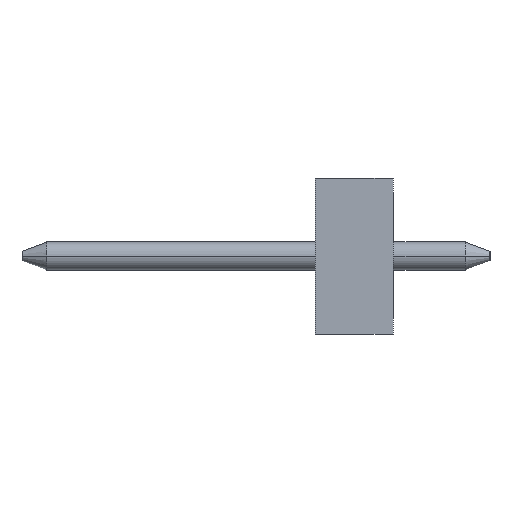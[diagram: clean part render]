
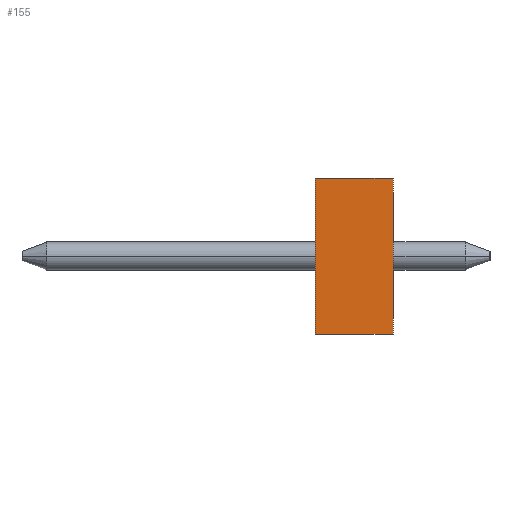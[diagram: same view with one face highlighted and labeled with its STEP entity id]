
A CAD part, left-side view. The second image highlights one B-rep face of the part: STEP entity #155.
In plain terms, the highlighted planar face has unit normal (-1, 0, 0).
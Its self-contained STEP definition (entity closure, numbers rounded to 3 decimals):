
#155=ADVANCED_FACE('',(#538),#539,.T.);
#538=FACE_OUTER_BOUND('',#1159,.T.);
#539=PLANE('',#1160);
#1159=EDGE_LOOP('',(#2277,#2278,#2279,#2280));
#1160=AXIS2_PLACEMENT_3D('',#2281,#2282,#2283);
#2277=ORIENTED_EDGE('',*,*,#4014,.T.);
#2278=ORIENTED_EDGE('',*,*,#4139,.F.);
#2279=ORIENTED_EDGE('',*,*,#4087,.F.);
#2280=ORIENTED_EDGE('',*,*,#3864,.T.);
#2281=CARTESIAN_POINT('',(-30.355,1.585,3.175));
#2282=DIRECTION('',(-1.0,0.0,0.0));
#2283=DIRECTION('',(0.0,0.0,1.0));
#3864=EDGE_CURVE('',#4629,#4626,#4630,.T.);
#4014=EDGE_CURVE('',#4626,#4925,#4927,.T.);
#4087=EDGE_CURVE('',#4629,#5046,#5047,.T.);
#4139=EDGE_CURVE('',#5046,#4925,#5148,.T.);
#4626=VERTEX_POINT('',#5730);
#4629=VERTEX_POINT('',#5734);
#4630=LINE('',#5735,#5736);
#4925=VERTEX_POINT('',#6179);
#4927=LINE('',#6182,#6183);
#5046=VERTEX_POINT('',#6372);
#5047=LINE('',#6373,#6374);
#5148=LINE('',#6526,#6527);
#5730=CARTESIAN_POINT('',(-30.355,1.585,-3.175));
#5734=CARTESIAN_POINT('',(-30.355,1.585,3.175));
#5735=CARTESIAN_POINT('',(-30.355,1.585,3.175));
#5736=VECTOR('',#7363,6.35);
#6179=CARTESIAN_POINT('',(-30.355,-1.585,-3.175));
#6182=CARTESIAN_POINT('',(-30.355,1.585,-3.175));
#6183=VECTOR('',#7513,3.17);
#6372=CARTESIAN_POINT('',(-30.355,-1.585,3.175));
#6373=CARTESIAN_POINT('',(-30.355,1.585,3.175));
#6374=VECTOR('',#7590,3.17);
#6526=CARTESIAN_POINT('',(-30.355,-1.585,3.175));
#6527=VECTOR('',#7642,6.35);
#7363=DIRECTION('',(0.0,0.0,-1.0));
#7513=DIRECTION('',(0.0,-1.0,0.0));
#7590=DIRECTION('',(0.0,-1.0,0.0));
#7642=DIRECTION('',(0.0,0.0,-1.0));
